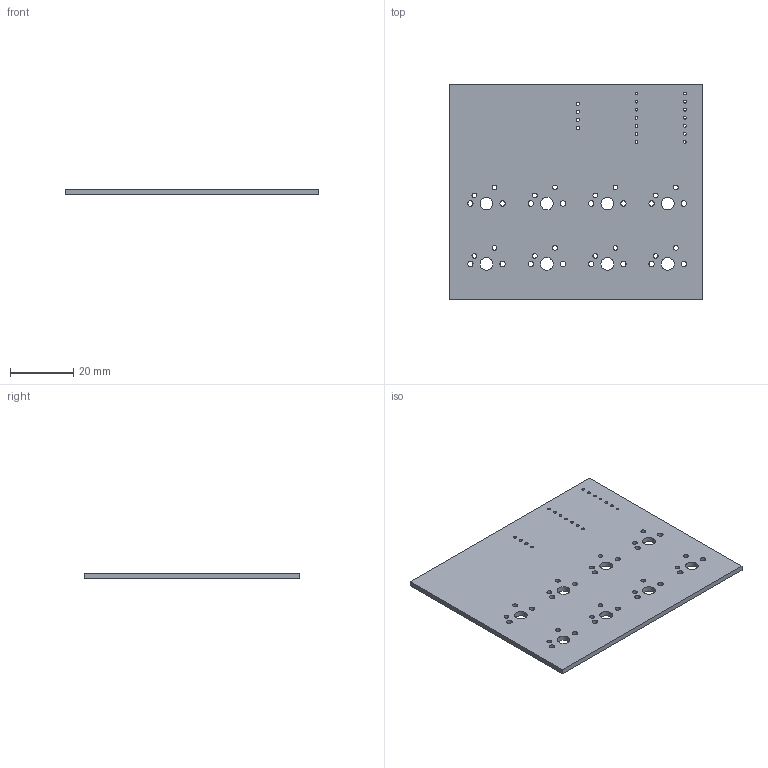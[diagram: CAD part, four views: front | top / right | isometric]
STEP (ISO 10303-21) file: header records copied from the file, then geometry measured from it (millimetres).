
FILE_DESCRIPTION(('KiCad electronic assembly'),'2;1');
FILE_NAME('BoardPCB.step','2025-02-16T11:18:21',('Pcbnew'),('Kicad'), 'Open CASCADE STEP processor 7.8','KiCad to STEP converter','Unknown' );
FILE_SCHEMA(('AUTOMOTIVE_DESIGN { 1 0 10303 214 1 1 1 1 }'));
Length unit declared in the file: millimetre
Products named in the file (2): BoardPCB 1; BoardPCB_PCB
Assembly tree (1 placements, depth 2):
  BoardPCB 1
    BoardPCB_PCB
Bounding box: 80 x 68 x 1.6 mm (x, y, z)
Volume: 8420.9 mm3; surface area: 11500.6 mm2
Topology: 1 solids, 1 shells, 64 faces, 186 edges, 124 vertices
Faces by surface type: cylinder 58, plane 6
Full cylindrical faces by diameter (mm): 0.889 x14, 1 x4, 1.5 x16, 1.7 x16, 4 x8
Entity records: 2455 total; most frequent: DIRECTION 434, CARTESIAN_POINT 376, ORIENTED_EDGE 372, EDGE_CURVE 186, AXIS2_PLACEMENT_3D 182, FACE_BOUND 180, EDGE_LOOP 180, VERTEX_POINT 124
